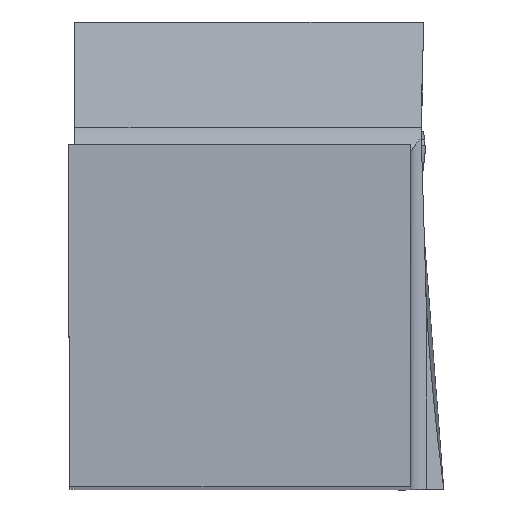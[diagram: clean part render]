
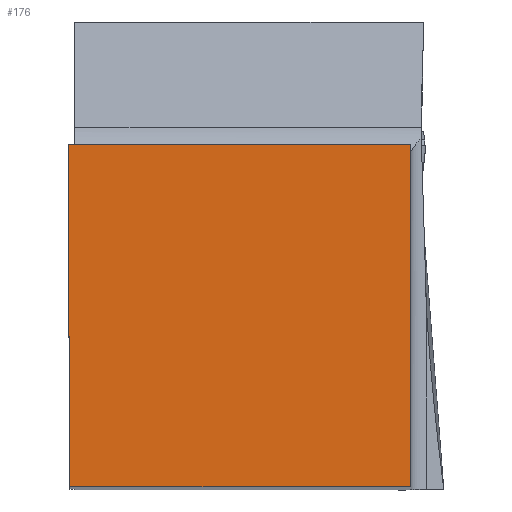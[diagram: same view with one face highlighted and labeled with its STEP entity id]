
A CAD part, top view. The second image highlights one B-rep face of the part: STEP entity #176.
In plain terms, the highlighted planar face has unit normal (0, 0, 1).
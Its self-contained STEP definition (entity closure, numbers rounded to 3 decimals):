
#118=PLANE('',#1525);
#176=ADVANCED_FACE('CU_BACK_SU1',(#256),#118,.F.);
#256=FACE_OUTER_BOUND('',#325,.T.);
#325=EDGE_LOOP('',(#816,#817,#818,#819));
#446=LINE('',#2210,#580);
#450=LINE('',#2220,#584);
#453=LINE('',#2230,#587);
#474=LINE('',#2295,#608);
#580=VECTOR('',#1681,1.);
#584=VECTOR('',#1689,1.);
#587=VECTOR('',#1698,1.);
#608=VECTOR('',#1741,1.);
#816=ORIENTED_EDGE('',*,*,#1268,.T.);
#817=ORIENTED_EDGE('',*,*,#1303,.F.);
#818=ORIENTED_EDGE('',*,*,#1278,.T.);
#819=ORIENTED_EDGE('',*,*,#1273,.T.);
#1128=VERTEX_POINT('',#2209);
#1129=VERTEX_POINT('',#2211);
#1133=VERTEX_POINT('',#2221);
#1137=VERTEX_POINT('',#2231);
#1268=EDGE_CURVE('',#1129,#1128,#446,.T.);
#1273=EDGE_CURVE('',#1133,#1129,#450,.T.);
#1278=EDGE_CURVE('',#1137,#1133,#453,.T.);
#1303=EDGE_CURVE('',#1137,#1128,#474,.T.);
#1525=AXIS2_PLACEMENT_3D('',#2296,#1742,#1743);
#1681=DIRECTION('',(1.,0.,0.));
#1689=DIRECTION('',(0.004,-1.,0.));
#1698=DIRECTION('',(-1.,0.,0.));
#1741=DIRECTION('',(0.,-1.,0.));
#1742=DIRECTION('',(0.,0.,-1.));
#1743=DIRECTION('',(0.,-1.,0.));
#2209=CARTESIAN_POINT('',(25.273,0.,0.));
#2210=CARTESIAN_POINT('',(-23.264,0.,0.));
#2211=CARTESIAN_POINT('',(0.11,0.,0.));
#2220=CARTESIAN_POINT('',(-0.088,45.374,0.));
#2221=CARTESIAN_POINT('',(0.,25.273,0.));
#2230=CARTESIAN_POINT('',(-23.264,25.273,0.));
#2231=CARTESIAN_POINT('',(25.273,25.273,0.));
#2295=CARTESIAN_POINT('',(25.273,45.273,0.));
#2296=CARTESIAN_POINT('',(-23.264,45.273,0.));
